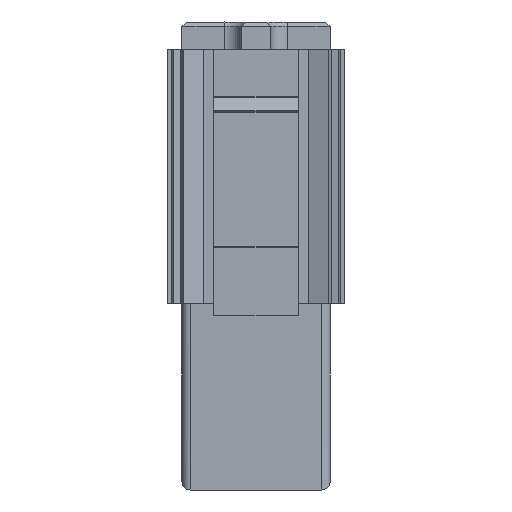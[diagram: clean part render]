
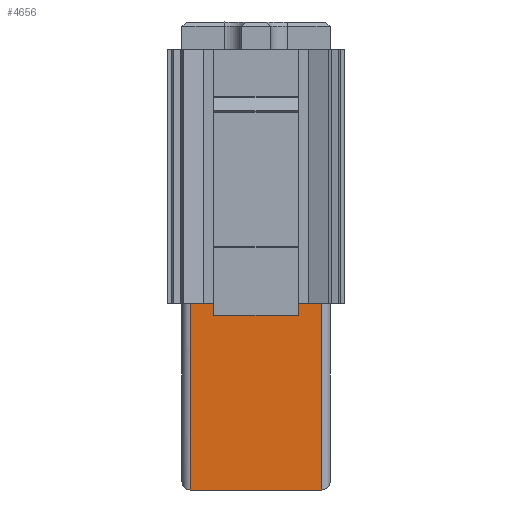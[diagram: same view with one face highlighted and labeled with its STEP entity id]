
A CAD part, front view. The second image highlights one B-rep face of the part: STEP entity #4656.
In plain terms, the highlighted planar face has unit normal (0, -1, 0).
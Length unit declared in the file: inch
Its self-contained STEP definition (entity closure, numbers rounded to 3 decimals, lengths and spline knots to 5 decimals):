
#157 = EDGE_CURVE ( 'NONE', #941, #6322, #3979, .T. ) ;
#158 = ORIENTED_EDGE ( 'NONE', *, *, #4115, .F. ) ;
#492 = EDGE_CURVE ( 'NONE', #3341, #941, #7394, .T. ) ;
#654 = CARTESIAN_POINT ( 'NONE',  ( -0.61024, 1.85241, -4.09449 ) ) ;
#941 = VERTEX_POINT ( 'NONE', #5435 ) ;
#947 = ORIENTED_EDGE ( 'NONE', *, *, #157, .F. ) ;
#1054 = CARTESIAN_POINT ( 'NONE',  ( -0.61024, 1.85241, -4.09449 ) ) ;
#1139 = VECTOR ( 'NONE', #6312, 39.37008 ) ;
#1580 = EDGE_LOOP ( 'NONE', ( #158, #2861, #947, #3380 ) ) ;
#1777 = FACE_OUTER_BOUND ( 'NONE', #1580, .T. ) ;
#1860 = PLANE ( 'NONE',  #5757 ) ;
#2326 = LINE ( 'NONE', #4673, #4535 ) ;
#2861 = ORIENTED_EDGE ( 'NONE', *, *, #2924, .F. ) ;
#2874 = DIRECTION ( 'NONE',  ( -1., 0., 0. ) ) ;
#2924 = EDGE_CURVE ( 'NONE', #6322, #6956, #2326, .T. ) ;
#3341 = VERTEX_POINT ( 'NONE', #7619 ) ;
#3380 = ORIENTED_EDGE ( 'NONE', *, *, #492, .F. ) ;
#3590 = VECTOR ( 'NONE', #7472, 39.37008 ) ;
#3979 = LINE ( 'NONE', #5802, #5946 ) ;
#4115 = EDGE_CURVE ( 'NONE', #6956, #3341, #6892, .T. ) ;
#4535 = VECTOR ( 'NONE', #2874, 39.37008 ) ;
#4656 = ADVANCED_FACE ( 'NONE', ( #1777 ), #1860, .F. ) ;
#4673 = CARTESIAN_POINT ( 'NONE',  ( -0.68898, 1.85241, -4.09449 ) ) ;
#4708 = DIRECTION ( 'NONE',  ( 0., 0., -1. ) ) ;
#4746 = DIRECTION ( 'NONE',  ( 0., 0., 1. ) ) ;
#5096 = CARTESIAN_POINT ( 'NONE',  ( -0.68898, 1.85241, -2.3622 ) ) ;
#5119 = CARTESIAN_POINT ( 'NONE',  ( 0.61024, 1.85241, -4.09449 ) ) ;
#5435 = CARTESIAN_POINT ( 'NONE',  ( 0.61024, 1.85241, -2.3622 ) ) ;
#5757 = AXIS2_PLACEMENT_3D ( 'NONE', #5908, #7627, #4746 ) ;
#5802 = CARTESIAN_POINT ( 'NONE',  ( 0.61024, 1.85241, -4.09449 ) ) ;
#5908 = CARTESIAN_POINT ( 'NONE',  ( -0.68898, 1.85241, -4.09449 ) ) ;
#5946 = VECTOR ( 'NONE', #4708, 39.37008 ) ;
#6312 = DIRECTION ( 'NONE',  ( 0., 0., 1. ) ) ;
#6322 = VERTEX_POINT ( 'NONE', #5119 ) ;
#6892 = LINE ( 'NONE', #1054, #1139 ) ;
#6956 = VERTEX_POINT ( 'NONE', #654 ) ;
#7394 = LINE ( 'NONE', #5096, #3590 ) ;
#7472 = DIRECTION ( 'NONE',  ( 1., 0., 0. ) ) ;
#7619 = CARTESIAN_POINT ( 'NONE',  ( -0.61024, 1.85241, -2.3622 ) ) ;
#7627 = DIRECTION ( 'NONE',  ( 0., 1., 0. ) ) ;
